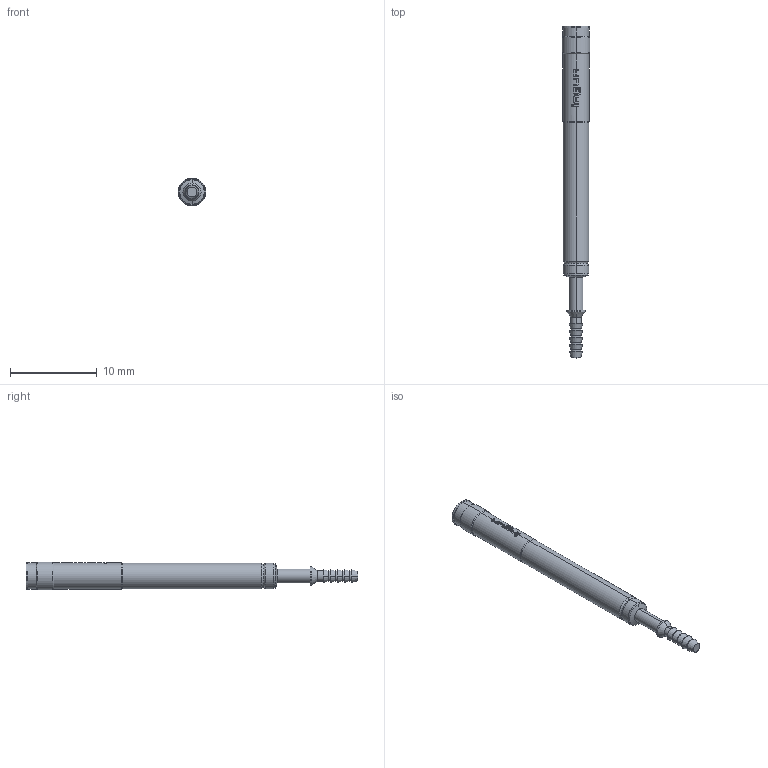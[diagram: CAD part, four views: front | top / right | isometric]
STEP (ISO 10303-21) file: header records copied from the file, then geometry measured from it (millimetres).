
FILE_DESCRIPTION (( 'STEP AP203' ), '1' );
FILE_NAME ('INGUN_KS-355_M-B.STEP', '2022-02-09T05:27:45', ( 'ochi' ), ( '' ), 'SwSTEP 2.0', 'SolidWorks 2018', '' );
FILE_SCHEMA (( 'CONFIG_CONTROL_DESIGN' ));
Length unit declared in the file: millimetre
Products named in the file (1): INGUN_KS-355_M-B
Bounding box: 3.2 x 38.2 x 3.2 mm (x, y, z)
Volume: 218.8 mm3; surface area: 336.9 mm2
Topology: 1 solids, 1 shells, 143 faces, 362 edges, 230 vertices
Faces by surface type: plane 50, cylinder 47, bspline 22, cone 20, torus 4
Entity records: 4673 total; most frequent: CARTESIAN_POINT 1256, ORIENTED_EDGE 724, DIRECTION 670, EDGE_CURVE 362, AXIS2_PLACEMENT_3D 272, VERTEX_POINT 230, EDGE_LOOP 152, CIRCLE 150
